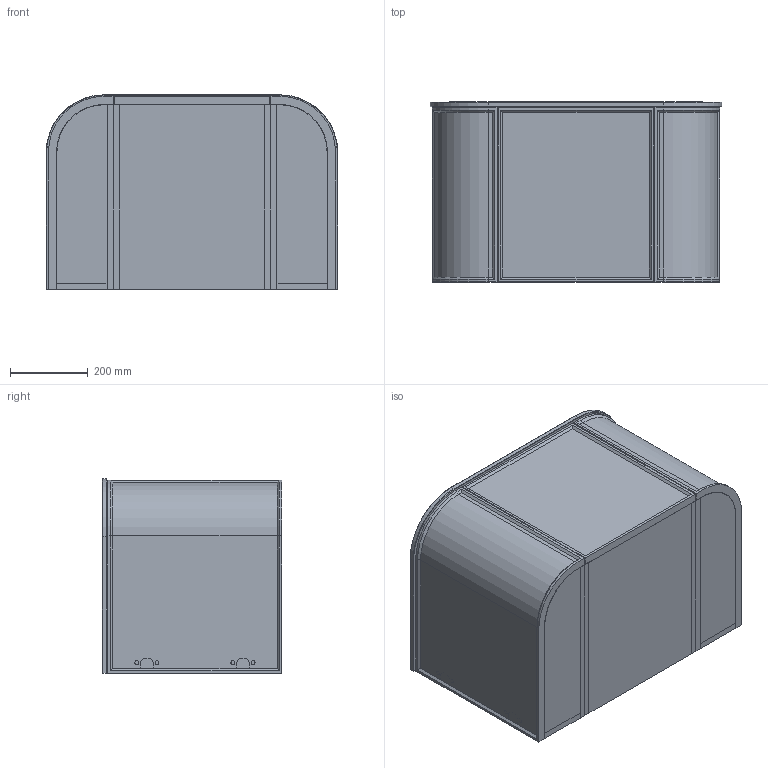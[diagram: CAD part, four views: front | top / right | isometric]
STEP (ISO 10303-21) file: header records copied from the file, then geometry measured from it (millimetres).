
FILE_DESCRIPTION (( 'STEP AP214' ), '1' );
FILE_NAME ('2355613.STEP', '2023-09-28T23:38:11', ( '' ), ( '' ), 'SwSTEP 2.0', 'SolidWorks 2021', '' );
FILE_SCHEMA (( 'AUTOMOTIVE_DESIGN' ));
Length unit declared in the file: millimetre
Products named in the file (11): Kado Era 750 Carcass (DRAWER); Kado Era Curved End Panel; End Carcass RIGHT; 750 Drawer Kado Era; End Carcass LEFT; 750 Benchtop (12mm); Kado Era 750 (Drawer); 2355613; 750 INTERNAL Drawer Kado Era
Assembly tree (11 placements, depth 4):
  2355613
    Kado Era 750 (Drawer)
      Kado Era 750 Carcass (DRAWER)
      End Carcass RIGHT
      Kado Era Curved End Panel  x2
      750 INTERNAL Drawer Kado Era
      End Carcass LEFT
      750 Drawer Kado Era
        750 Drawer Kado Era
      750 Benchtop (12mm)
        750 Benchtop (12mm)
Bounding box: 750 x 462 x 500 mm (x, y, z)
Volume: 48935121.4 mm3; surface area: 7152222.7 mm2
Topology: 36 solids, 36 shells, 363 faces, 810 edges, 532 vertices
Faces by surface type: plane 315, cylinder 40, cone 8
Entity records: 10876 total; most frequent: CARTESIAN_POINT 1538, DIRECTION 1454, ORIENTED_EDGE 1444, EDGE_CURVE 722, VECTOR 670, LINE 670, VERTEX_POINT 476, AXIS2_PLACEMENT_3D 392
